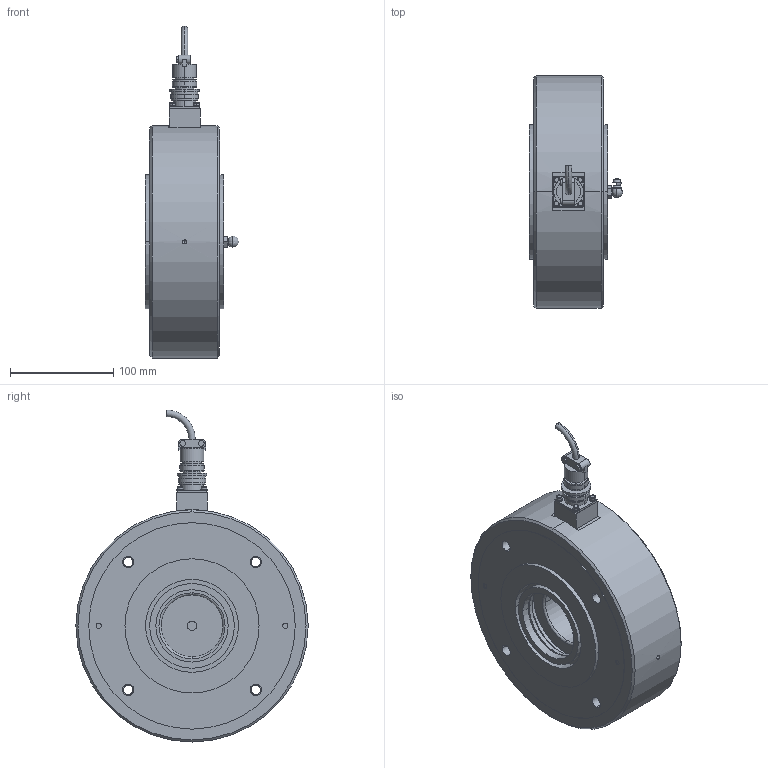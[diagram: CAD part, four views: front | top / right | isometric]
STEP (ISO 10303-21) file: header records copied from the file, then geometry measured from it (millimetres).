
FILE_DESCRIPTION((''),'2;1');
FILE_NAME('31101923_-.stp','2019-10-09T16:07:31',(''),(''),'Mechanical Desktop 2009','Mechanical Desktop 2009',', , ');
FILE_SCHEMA(('CONFIG_CONTROL_DESIGN'));
Length unit declared in the file: millimetre
Products named in the file (37): ZEICHNUNG8; L50036A; L4765504; TEIL1AAA; L49026; TEIL1A; I-6KT_SCHRAUBE_M6X60; I-6KT_SCHRAUBE_M6X60A; I-6KT_SCHRAUBE_M3X25A; I-6KT_SCHRAUBE_M3X25; FEDERRING_M3; FEDERRING_M3A; V_RING_V70A; V_RING_V70AA; FLANSCHDOSE_14S-2P_4-POLIGA; FLANSCHDOSE_14S-2P_4-POLIG; SICHERUNGSRING_J110; L4340402; TEIL1; L49258; TEIL1AAAA; PENDELKUGELLAGER_2212TVA; PENDELKUGELLAGER_2212TV; 31101921; 31101921_01; 31101921|AVE_RENDER; 31101921|AVE_GLOBAL; 31101921|RM_SDB; SCHMIERNIPPEL_M10X1_90_H3; SCHMIERNIPPEL_M10X1_90_H3A; L50036; L49151A; L49258A; RM_SDBA; L49151; TEIL1AA; RM_SDB
Assembly tree (52 placements, depth 4):
  ZEICHNUNG8
    L50036A
      L4765504
        TEIL1AAA
      L49026
        TEIL1A
      I-6KT_SCHRAUBE_M6X60  x2
        I-6KT_SCHRAUBE_M6X60A
      I-6KT_SCHRAUBE_M3X25A  x4
        I-6KT_SCHRAUBE_M3X25
      FEDERRING_M3  x4
        FEDERRING_M3A
      V_RING_V70A
        V_RING_V70AA
      FLANSCHDOSE_14S-2P_4-POLIGA
        FLANSCHDOSE_14S-2P_4-POLIG
      SICHERUNGSRING_J110
      L4340402  x2
        TEIL1
      L49258
        TEIL1AAAA
      PENDELKUGELLAGER_2212TVA
        PENDELKUGELLAGER_2212TV
      31101921
        31101921_01
        31101921|AVE_RENDER  x8
        31101921|AVE_GLOBAL
        31101921|RM_SDB  x3
      SCHMIERNIPPEL_M10X1_90_H3
        SCHMIERNIPPEL_M10X1_90_H3A
    L50036
      L49151A
      L49258A
    RM_SDBA  x3
  L49151
  TEIL1AA
  RM_SDB
Bounding box: 90.36 x 225 x 321.65 mm (x, y, z)
Volume: 2379469 mm3; surface area: 392992.9 mm2
Topology: 21 solids, 21 shells, 428 faces, 1018 edges, 669 vertices
Faces by surface type: cylinder 238, plane 122, cone 36, torus 24, bspline 4, sphere 4
Entity records: 11829 total; most frequent: CARTESIAN_POINT 2153, DIRECTION 2125, ORIENTED_EDGE 1612, AXIS2_PLACEMENT_3D 909, EDGE_CURVE 806, VERTEX_POINT 535, CIRCLE 495, EDGE_LOOP 469
